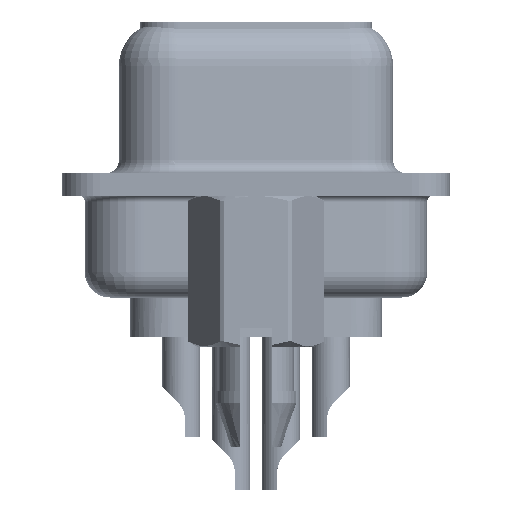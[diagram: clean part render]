
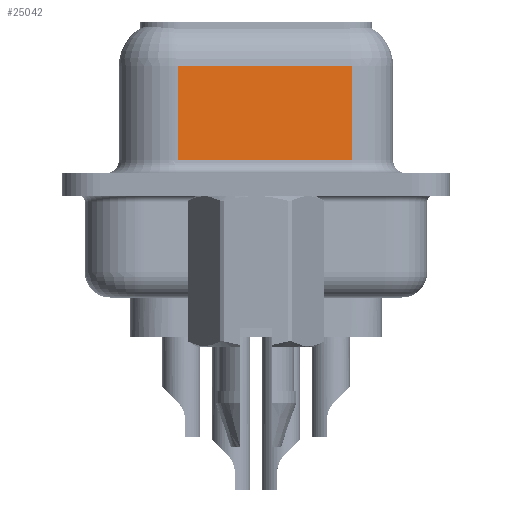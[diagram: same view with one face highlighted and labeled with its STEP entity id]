
A CAD part, left-side view. The second image highlights one B-rep face of the part: STEP entity #25042.
In plain terms, the highlighted planar face has unit normal (-0.985, -0.174, 0).
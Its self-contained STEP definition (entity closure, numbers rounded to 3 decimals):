
#369 = DIRECTION ( 'NONE',  ( -0.174, 0.985, 0. ) ) ;
#1430 = CARTESIAN_POINT ( 'NONE',  ( 5.697, -3.797, 0.95 ) ) ;
#2177 = EDGE_CURVE ( 'NONE', #14709, #34017, #19288, .T. ) ;
#3246 = VECTOR ( 'NONE', #12445, 1000. ) ;
#3400 = CARTESIAN_POINT ( 'NONE',  ( 4.48, 3.103, 0.95 ) ) ;
#5906 = CARTESIAN_POINT ( 'NONE',  ( 5.697, -3.797, 4.7 ) ) ;
#6198 = VERTEX_POINT ( 'NONE', #3400 ) ;
#8459 = DIRECTION ( 'NONE',  ( 0., 0., -1. ) ) ;
#9441 = EDGE_CURVE ( 'NONE', #34017, #6198, #33262, .T. ) ;
#12445 = DIRECTION ( 'NONE',  ( 0., 0., -1. ) ) ;
#13173 = DIRECTION ( 'NONE',  ( 0.985, 0.174, 0. ) ) ;
#14709 = VERTEX_POINT ( 'NONE', #5906 ) ;
#15736 = CARTESIAN_POINT ( 'NONE',  ( 5.697, -3.797, 4.7 ) ) ;
#18858 = EDGE_LOOP ( 'NONE', ( #42717, #52345, #39317, #48104 ) ) ;
#19288 = LINE ( 'NONE', #15736, #51321 ) ;
#19565 = DIRECTION ( 'NONE',  ( -0.174, 0.985, 0. ) ) ;
#22163 = LINE ( 'NONE', #1430, #22866 ) ;
#22434 = AXIS2_PLACEMENT_3D ( 'NONE', #30059, #13173, #369 ) ;
#22866 = VECTOR ( 'NONE', #38510, 1000. ) ;
#24683 = EDGE_CURVE ( 'NONE', #14709, #44816, #50341, .T. ) ;
#25042 = ADVANCED_FACE ( 'NONE', ( #33876 ), #34141, .F. ) ;
#27588 = EDGE_CURVE ( 'NONE', #6198, #44816, #22163, .T. ) ;
#29188 = CARTESIAN_POINT ( 'NONE',  ( 4.48, 3.103, 6.45 ) ) ;
#29601 = CARTESIAN_POINT ( 'NONE',  ( 5.697, -3.797, 6.45 ) ) ;
#30059 = CARTESIAN_POINT ( 'NONE',  ( 5.697, -3.797, 6.45 ) ) ;
#33262 = LINE ( 'NONE', #29188, #34175 ) ;
#33876 = FACE_OUTER_BOUND ( 'NONE', #18858, .T. ) ;
#34017 = VERTEX_POINT ( 'NONE', #35909 ) ;
#34141 = PLANE ( 'NONE',  #22434 ) ;
#34175 = VECTOR ( 'NONE', #8459, 1000. ) ;
#34243 = CARTESIAN_POINT ( 'NONE',  ( 5.697, -3.797, 0.95 ) ) ;
#35909 = CARTESIAN_POINT ( 'NONE',  ( 4.48, 3.103, 4.7 ) ) ;
#38510 = DIRECTION ( 'NONE',  ( 0.174, -0.985, 0. ) ) ;
#39317 = ORIENTED_EDGE ( 'NONE', *, *, #9441, .T. ) ;
#42717 = ORIENTED_EDGE ( 'NONE', *, *, #24683, .F. ) ;
#44816 = VERTEX_POINT ( 'NONE', #34243 ) ;
#48104 = ORIENTED_EDGE ( 'NONE', *, *, #27588, .T. ) ;
#50341 = LINE ( 'NONE', #29601, #3246 ) ;
#51321 = VECTOR ( 'NONE', #19565, 1000. ) ;
#52345 = ORIENTED_EDGE ( 'NONE', *, *, #2177, .T. ) ;
